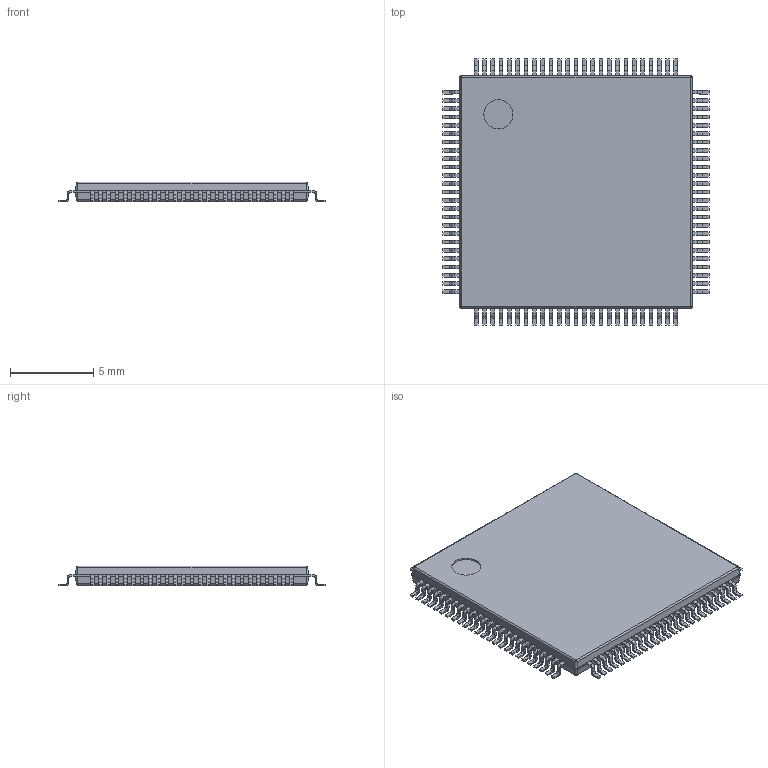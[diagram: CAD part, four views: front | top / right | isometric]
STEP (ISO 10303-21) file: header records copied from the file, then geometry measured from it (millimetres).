
FILE_DESCRIPTION(('Open CASCADE Model'),'2;1');
FILE_NAME('Open CASCADE Shape Model','2024-07-25T06:01:33',('Author'),( 'Open CASCADE'),'Open CASCADE STEP processor 6.8','Open CASCADE 6.8' ,'Unknown');
FILE_SCHEMA(('AUTOMOTIVE_DESIGN { 1 0 10303 214 1 1 1 1 }'));
Length unit declared in the file: millimetre
Products named in the file (8): PCB; Designator1; 8010506704; Open_CASCADE_STEP_translator_6.8_10.1; Body; Open_CASCADE_STEP_translator_6.8_10.2.1; Leader
Assembly tree (104 placements, depth 4):
  PCB
  Designator1
    8010506704
      Open_CASCADE_STEP_translator_6.8_10.1
      Body
        Open_CASCADE_STEP_translator_6.8_10.2.1
      Leader  x50
      Leader  x50
Bounding box: 16 x 16 x 1.2 mm (x, y, z)
Volume: 226.5 mm3; surface area: 546.3 mm2
Topology: 101 solids, 102 shells, 2261 faces, 4524 edges, 2459 vertices
Faces by surface type: plane 1816, cylinder 429, sphere 8, bspline 8
Full cylindrical faces by diameter (mm): 1.75 x1
Entity records: 4159 total; most frequent: CARTESIAN_POINT 1273, DIRECTION 619, ORIENTED_EDGE 407, AXIS2_PLACEMENT_3D 245, EDGE_CURVE 204, LINE 129, VECTOR 129, PRODUCT_DEFINITION_SHAPE 112
